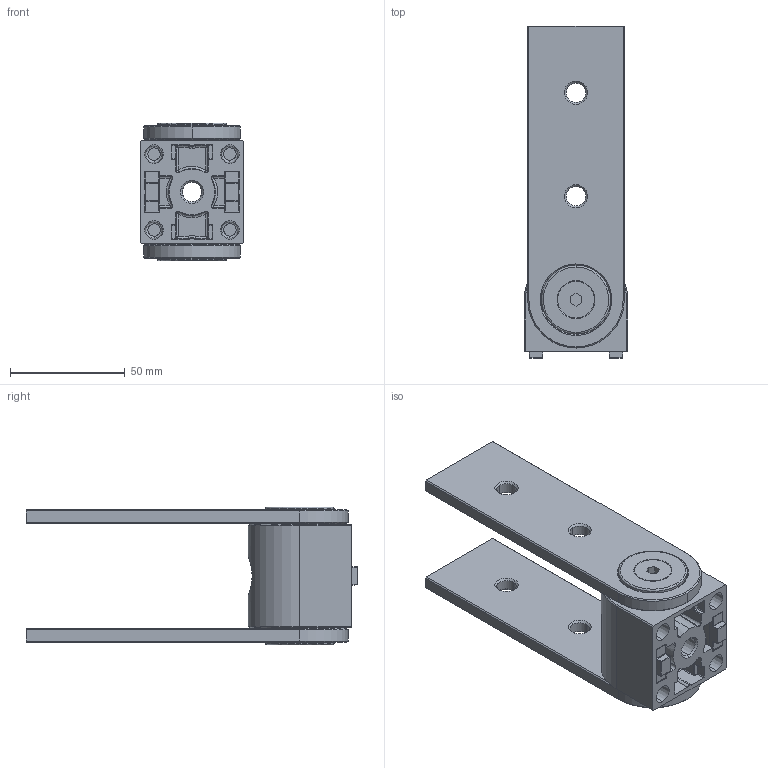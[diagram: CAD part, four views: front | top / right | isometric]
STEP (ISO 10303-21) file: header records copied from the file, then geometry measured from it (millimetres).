
FILE_DESCRIPTION (( 'STEP AP214' ), '1' );
FILE_NAME ('093gv45.STEP', '2014-08-28T08:23:52', ( '' ), ( '' ), 'SwSTEP 2.0', 'SolidWorks 2014', '' );
FILE_SCHEMA (( 'AUTOMOTIVE_DESIGN' ));
Length unit declared in the file: millimetre
Products named in the file (1): 093gv45
Bounding box: 45 x 144.3 x 59.9 mm (x, y, z)
Volume: 133341.3 mm3; surface area: 53436.9 mm2
Topology: 11 solids, 11 shells, 841 faces, 1971 edges, 1155 vertices
Faces by surface type: cylinder 256, bspline 222, plane 220, cone 143
Entity records: 38773 total; most frequent: CARTESIAN_POINT 11545, ORIENTED_EDGE 3894, DIRECTION 3543, EDGE_CURVE 1947, AXIS2_PLACEMENT_3D 1385, VERTEX_POINT 1155, EDGE_LOOP 894, UNCERTAINTY_MEASURE_WITH_UNIT 854
